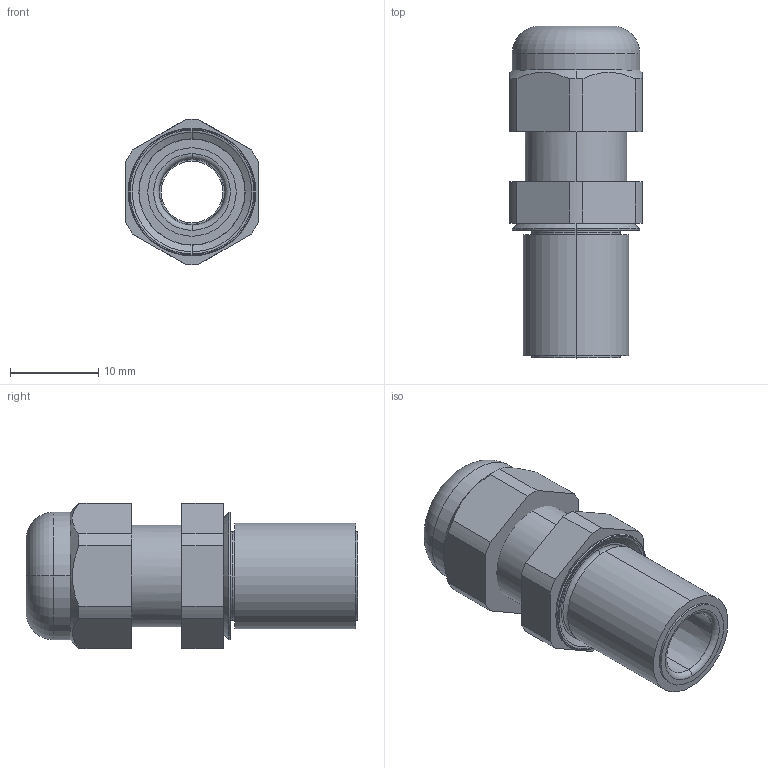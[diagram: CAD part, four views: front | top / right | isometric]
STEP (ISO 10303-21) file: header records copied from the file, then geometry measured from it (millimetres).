
FILE_DESCRIPTION (( 'STEP AP214' ), '1' );
FILE_NAME ('2022943.stp', '2018-03-19T09:50:11', ( '' ), ( '' ), 'SwSTEP 2.0', 'SolidWorks 2016', '' );
FILE_SCHEMA (( 'AUTOMOTIVE_DESIGN' ));
Length unit declared in the file: millimetre
Products named in the file (4): EV501_M12; 0006648_technische Darstellung; 0041198_technische Darstellung; 2022943
Assembly tree (3 placements, depth 2):
  2022943
    0041198_technische Darstellung
    0006648_technische Darstellung
    EV501_M12
Bounding box: 15 x 37.7 x 16.5 mm (x, y, z)
Volume: 3510.1 mm3; surface area: 4178.3 mm2
Topology: 3 solids, 3 shells, 186 faces, 505 edges, 332 vertices
Faces by surface type: cylinder 71, plane 57, torus 28, cone 22, sphere 8
Entity records: 6413 total; most frequent: CARTESIAN_POINT 1553, ORIENTED_EDGE 1010, DIRECTION 995, EDGE_CURVE 505, AXIS2_PLACEMENT_3D 404, VERTEX_POINT 332, CIRCLE 212, EDGE_LOOP 199
